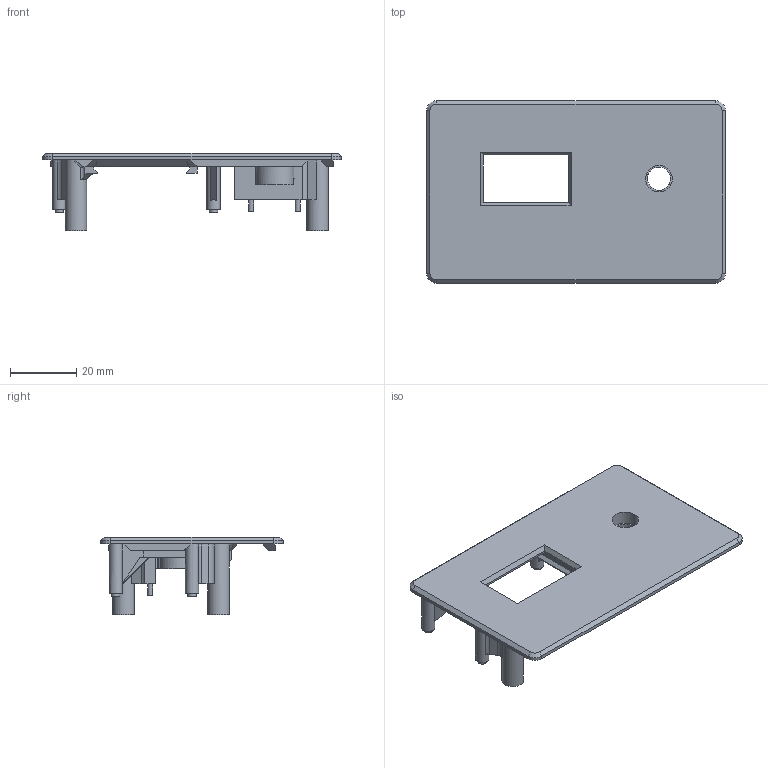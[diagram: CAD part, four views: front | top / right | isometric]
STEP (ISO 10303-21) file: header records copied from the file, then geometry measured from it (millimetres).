
FILE_DESCRIPTION(/* description */ (''),/* implementation_level */ '2;1');
FILE_NAME(/* name */ 'top_enclosure_v2.stp',/* time_stamp */ '2024-06-23T22:40:42+02:00',/* author */ (''),/* organization */ (''),/* preprocessor_version */ 'ST-DEVELOPER v16',/* originating_system */ 'SIEMENS PLM Software NX 11.0',/* authorisation */ '');
FILE_SCHEMA (('AP203_CONFIGURATION_CONTROLLED_3D_DESIGN_OF_MECHANICAL_PARTS_AND_ASSEMBLIES_MIM_LF { 1 0 10303 403 2 1 2}'));
Length unit declared in the file: millimetre
Products named in the file (2): top; top_enclosure_stp
Assembly tree (1 placements, depth 2):
  top_enclosure_stp
    top
Bounding box: 90 x 55 x 23.3 mm (x, y, z)
Volume: 13874.1 mm3; surface area: 13549.4 mm2
Topology: 1 solids, 1 shells, 147 faces, 374 edges, 247 vertices
Faces by surface type: plane 105, cylinder 34, cone 6, bspline 2
Full cylindrical faces by diameter (mm): 1.5 x2, 1.8 x3, 2.5 x3, 4 x5, 6.5 x2, 7 x1, 8 x1
Entity records: 4528 total; most frequent: CARTESIAN_POINT 867, DIRECTION 710, ORIENTED_EDGE 686, EDGE_CURVE 343, LINE 244, VECTOR 244, VERTEX_POINT 233, AXIS2_PLACEMENT_3D 233
